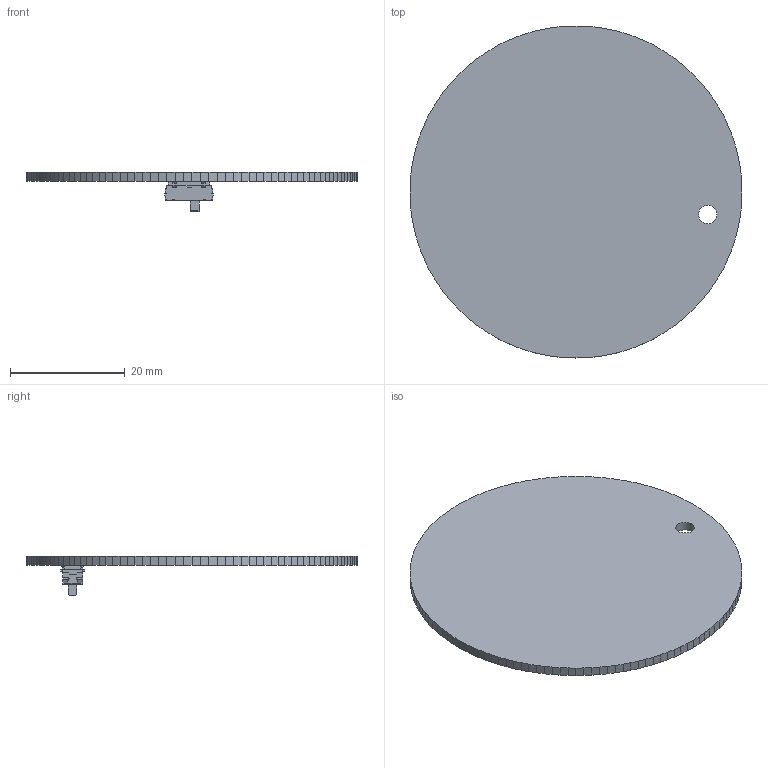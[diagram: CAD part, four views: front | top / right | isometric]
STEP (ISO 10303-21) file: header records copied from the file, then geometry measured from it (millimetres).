
FILE_DESCRIPTION(('KiCad electronic assembly'),'2;1');
FILE_NAME('chrimbus2022.step','2022-11-15T15:52:10',('Pcbnew'),('Kicad') ,'Open CASCADE STEP processor 7.5','KiCad to STEP converter','Unknown' );
FILE_SCHEMA(('AUTOMOTIVE_DESIGN { 1 0 10303 214 1 1 1 1 }'));
Length unit declared in the file: millimetre
Products named in the file (4): chrimbus2022 1; C&K_JS102011SCQN; SOLID; _autosave-chrimbus2022 PCB
Assembly tree (3 placements, depth 3):
  chrimbus2022 1
    C&K_JS102011SCQN
      SOLID
    _autosave-chrimbus2022 PCB
Bounding box: 57.95 x 57.95 x 6.87 mm (x, y, z)
Volume: 4295.7 mm3; surface area: 5782 mm2
Topology: 2 solids, 2 shells, 398 faces, 1144 edges, 758 vertices
Faces by surface type: bspline 267, plane 130, cylinder 1
Full cylindrical faces by diameter (mm): 3.2 x1
Entity records: 26864 total; most frequent: CARTESIAN_POINT 9288, ORIENTED_EDGE 2288, PCURVE 2288, DEFINITIONAL_REPRESENTATION 2288, B_SPLINE_CURVE_WITH_KNOTS 2119, DIRECTION 1431, LINE 1157, VECTOR 1157
